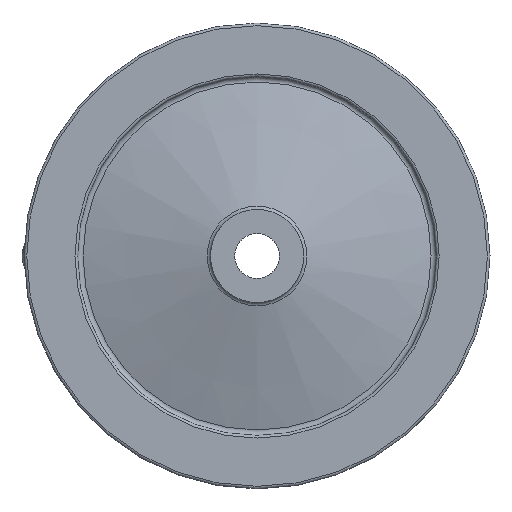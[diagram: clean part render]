
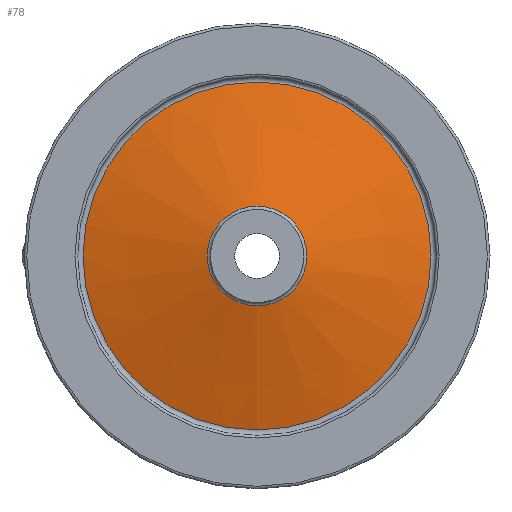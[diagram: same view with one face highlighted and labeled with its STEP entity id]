
A CAD part, left-side view. The second image highlights one B-rep face of the part: STEP entity #78.
In plain terms, the highlighted conical face has half-angle 74.91 degrees and reference radius 26.726 mm.
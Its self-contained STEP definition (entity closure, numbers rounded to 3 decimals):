
#78 = ADVANCED_FACE( '', ( #174, #175 ), #176, .T. );
#174 = FACE_OUTER_BOUND( '', #312, .T. );
#175 = FACE_BOUND( '', #313, .T. );
#176 = CONICAL_SURFACE( '', #314, 26.726, 1.307 );
#312 = EDGE_LOOP( '', ( #437 ) );
#313 = EDGE_LOOP( '', ( #438 ) );
#314 = AXIS2_PLACEMENT_3D( '', #439, #440, #441 );
#437 = ORIENTED_EDGE( '', *, *, #527, .F. );
#438 = ORIENTED_EDGE( '', *, *, #528, .T. );
#439 = CARTESIAN_POINT( '', ( 17.55, 0., 0. ) );
#440 = DIRECTION( '', ( 1., 0., 0. ) );
#441 = DIRECTION( '', ( 0., 0., -1. ) );
#527 = EDGE_CURVE( '', #595, #595, #596, .T. );
#528 = EDGE_CURVE( '', #597, #597, #598, .T. );
#595 = VERTEX_POINT( '', #667 );
#596 = CIRCLE( '', #668, 93.372 );
#597 = VERTEX_POINT( '', #669 );
#598 = CIRCLE( '', #670, 26.726 );
#667 = CARTESIAN_POINT( '', ( 35.52, 0., -93.372 ) );
#668 = AXIS2_PLACEMENT_3D( '', #743, #744, #745 );
#669 = CARTESIAN_POINT( '', ( 17.55, 0., -26.726 ) );
#670 = AXIS2_PLACEMENT_3D( '', #746, #747, #748 );
#743 = CARTESIAN_POINT( '', ( 35.52, 0., 0. ) );
#744 = DIRECTION( '', ( 1., 0., 0. ) );
#745 = DIRECTION( '', ( 0., 0., -1. ) );
#746 = CARTESIAN_POINT( '', ( 17.55, 0., 0. ) );
#747 = DIRECTION( '', ( 1., 0., 0. ) );
#748 = DIRECTION( '', ( 0., 0., -1. ) );
